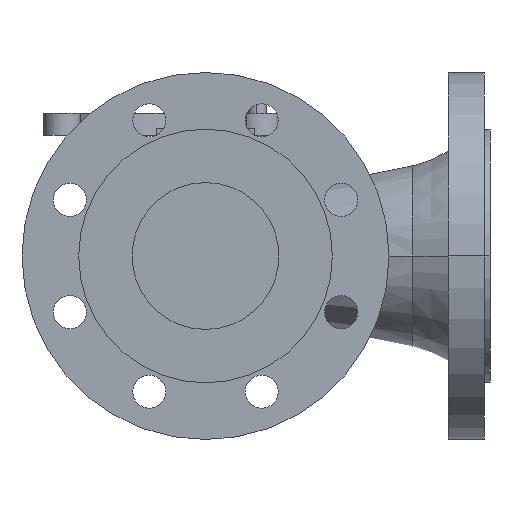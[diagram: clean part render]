
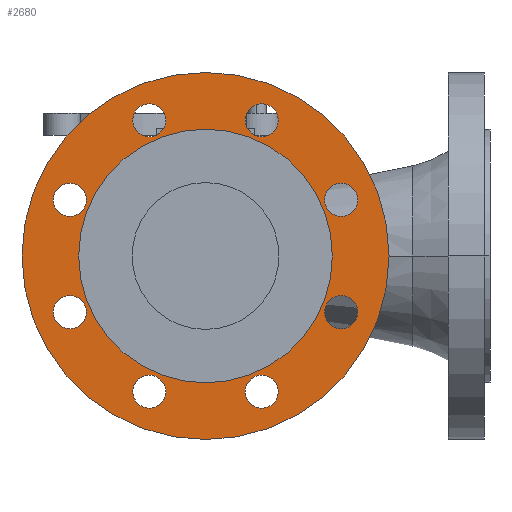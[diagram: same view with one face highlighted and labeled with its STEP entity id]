
A CAD part, front view. The second image highlights one B-rep face of the part: STEP entity #2680.
In plain terms, the highlighted planar face has unit normal (0, -1, 0).
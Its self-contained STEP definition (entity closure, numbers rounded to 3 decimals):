
#1130=CARTESIAN_POINT('',(-84.55,3.,0.));
#1140=DIRECTION('',(0.,-1.,-0.));
#1150=DIRECTION('',(-1.,0.,0.));
#1160=AXIS2_PLACEMENT_3D('',#1130,#1140,#1150);
#1170=PLANE('',#1160);
#1180=CARTESIAN_POINT('',(30.615,3.,-73.91));
#1190=DIRECTION('',(-0.,1.,0.));
#1200=DIRECTION('',(1.,0.,0.));
#1210=AXIS2_PLACEMENT_3D('',#1180,#1190,#1200);
#1220=CIRCLE('',#1210,9.);
#1230=CARTESIAN_POINT('',(21.615,3.,-73.91));
#1240=VERTEX_POINT('',#1230);
#1250=CARTESIAN_POINT('',(39.615,3.,-73.91));
#1260=VERTEX_POINT('',#1250);
#1270=EDGE_CURVE('',#1240,#1260,#1220,.T.);
#1280=ORIENTED_EDGE('',*,*,#1270,.T.);
#1290=EDGE_CURVE('',#1260,#1240,#1220,.T.);
#1300=ORIENTED_EDGE('',*,*,#1290,.T.);
#1310=EDGE_LOOP('',(#1300,#1280));
#1320=FACE_BOUND('',#1310,.T.);
#1330=CARTESIAN_POINT('',(-30.615,3.,-73.91));
#1340=DIRECTION('',(-0.,1.,0.));
#1350=DIRECTION('',(1.,0.,0.));
#1360=AXIS2_PLACEMENT_3D('',#1330,#1340,#1350);
#1370=CIRCLE('',#1360,9.);
#1380=CARTESIAN_POINT('',(-21.615,3.,-73.91));
#1390=VERTEX_POINT('',#1380);
#1400=CARTESIAN_POINT('',(-39.615,3.,-73.91));
#1410=VERTEX_POINT('',#1400);
#1420=EDGE_CURVE('',#1390,#1410,#1370,.T.);
#1430=ORIENTED_EDGE('',*,*,#1420,.T.);
#1440=EDGE_CURVE('',#1410,#1390,#1370,.T.);
#1450=ORIENTED_EDGE('',*,*,#1440,.T.);
#1460=EDGE_LOOP('',(#1450,#1430));
#1470=FACE_BOUND('',#1460,.T.);
#1480=CARTESIAN_POINT('',(-73.91,3.,-30.615));
#1490=DIRECTION('',(-0.,1.,0.));
#1500=DIRECTION('',(1.,0.,0.));
#1510=AXIS2_PLACEMENT_3D('',#1480,#1490,#1500);
#1520=CIRCLE('',#1510,9.);
#1530=CARTESIAN_POINT('',(-82.91,3.,-30.615));
#1540=VERTEX_POINT('',#1530);
#1550=CARTESIAN_POINT('',(-64.91,3.,-30.615));
#1560=VERTEX_POINT('',#1550);
#1570=EDGE_CURVE('',#1540,#1560,#1520,.T.);
#1580=ORIENTED_EDGE('',*,*,#1570,.T.);
#1590=EDGE_CURVE('',#1560,#1540,#1520,.T.);
#1600=ORIENTED_EDGE('',*,*,#1590,.T.);
#1610=EDGE_LOOP('',(#1600,#1580));
#1620=FACE_BOUND('',#1610,.T.);
#1630=CARTESIAN_POINT('',(-73.91,3.,30.615));
#1640=DIRECTION('',(-0.,1.,0.));
#1650=DIRECTION('',(1.,0.,0.));
#1660=AXIS2_PLACEMENT_3D('',#1630,#1640,#1650);
#1670=CIRCLE('',#1660,9.);
#1680=CARTESIAN_POINT('',(-64.91,3.,30.615));
#1690=VERTEX_POINT('',#1680);
#1700=CARTESIAN_POINT('',(-82.91,3.,30.615));
#1710=VERTEX_POINT('',#1700);
#1720=EDGE_CURVE('',#1690,#1710,#1670,.T.);
#1730=ORIENTED_EDGE('',*,*,#1720,.T.);
#1740=EDGE_CURVE('',#1710,#1690,#1670,.T.);
#1750=ORIENTED_EDGE('',*,*,#1740,.T.);
#1760=EDGE_LOOP('',(#1750,#1730));
#1770=FACE_BOUND('',#1760,.T.);
#1780=CARTESIAN_POINT('',(-30.615,3.,73.91));
#1790=DIRECTION('',(-0.,1.,0.));
#1800=DIRECTION('',(1.,0.,0.));
#1810=AXIS2_PLACEMENT_3D('',#1780,#1790,#1800);
#1820=CIRCLE('',#1810,9.);
#1830=CARTESIAN_POINT('',(-21.615,3.,73.91));
#1840=VERTEX_POINT('',#1830);
#1850=CARTESIAN_POINT('',(-39.615,3.,73.91));
#1860=VERTEX_POINT('',#1850);
#1870=EDGE_CURVE('',#1840,#1860,#1820,.T.);
#1880=ORIENTED_EDGE('',*,*,#1870,.T.);
#1890=EDGE_CURVE('',#1860,#1840,#1820,.T.);
#1900=ORIENTED_EDGE('',*,*,#1890,.T.);
#1910=EDGE_LOOP('',(#1900,#1880));
#1920=FACE_BOUND('',#1910,.T.);
#1930=CARTESIAN_POINT('',(30.615,3.,73.91));
#1940=DIRECTION('',(-0.,1.,0.));
#1950=DIRECTION('',(1.,0.,0.));
#1960=AXIS2_PLACEMENT_3D('',#1930,#1940,#1950);
#1970=CIRCLE('',#1960,9.);
#1980=CARTESIAN_POINT('',(39.615,3.,73.91));
#1990=VERTEX_POINT('',#1980);
#2000=CARTESIAN_POINT('',(21.615,3.,73.91));
#2010=VERTEX_POINT('',#2000);
#2020=EDGE_CURVE('',#1990,#2010,#1970,.T.);
#2030=ORIENTED_EDGE('',*,*,#2020,.T.);
#2040=EDGE_CURVE('',#2010,#1990,#1970,.T.);
#2050=ORIENTED_EDGE('',*,*,#2040,.T.);
#2060=EDGE_LOOP('',(#2050,#2030));
#2070=FACE_BOUND('',#2060,.T.);
#2080=CARTESIAN_POINT('',(73.91,3.,30.615));
#2090=DIRECTION('',(-0.,1.,0.));
#2100=DIRECTION('',(1.,0.,0.));
#2110=AXIS2_PLACEMENT_3D('',#2080,#2090,#2100);
#2120=CIRCLE('',#2110,9.);
#2130=CARTESIAN_POINT('',(64.91,3.,30.615));
#2140=VERTEX_POINT('',#2130);
#2150=CARTESIAN_POINT('',(82.91,3.,30.615));
#2160=VERTEX_POINT('',#2150);
#2170=EDGE_CURVE('',#2140,#2160,#2120,.T.);
#2180=ORIENTED_EDGE('',*,*,#2170,.T.);
#2190=EDGE_CURVE('',#2160,#2140,#2120,.T.);
#2200=ORIENTED_EDGE('',*,*,#2190,.T.);
#2210=EDGE_LOOP('',(#2200,#2180));
#2220=FACE_BOUND('',#2210,.T.);
#2230=CARTESIAN_POINT('',(73.91,3.,-30.615));
#2240=DIRECTION('',(-0.,1.,0.));
#2250=DIRECTION('',(1.,0.,0.));
#2260=AXIS2_PLACEMENT_3D('',#2230,#2240,#2250);
#2270=CIRCLE('',#2260,9.);
#2280=CARTESIAN_POINT('',(64.91,3.,-30.615));
#2290=VERTEX_POINT('',#2280);
#2300=CARTESIAN_POINT('',(82.91,3.,-30.615));
#2310=VERTEX_POINT('',#2300);
#2320=EDGE_CURVE('',#2290,#2310,#2270,.T.);
#2330=ORIENTED_EDGE('',*,*,#2320,.T.);
#2340=EDGE_CURVE('',#2310,#2290,#2270,.T.);
#2350=ORIENTED_EDGE('',*,*,#2340,.T.);
#2360=EDGE_LOOP('',(#2350,#2330));
#2370=FACE_BOUND('',#2360,.T.);
#2380=CARTESIAN_POINT('',(0.,3.,0.));
#2390=DIRECTION('',(0.,-1.,-0.));
#2400=DIRECTION('',(-1.,0.,0.));
#2410=AXIS2_PLACEMENT_3D('',#2380,#2390,#2400);
#2420=CIRCLE('',#2410,69.1);
#2430=CARTESIAN_POINT('',(69.1,3.,0.));
#2440=VERTEX_POINT('',#2430);
#2450=CARTESIAN_POINT('',(-69.1,3.,0.));
#2460=VERTEX_POINT('',#2450);
#2470=EDGE_CURVE('',#2440,#2460,#2420,.T.);
#2480=ORIENTED_EDGE('',*,*,#2470,.F.);
#2490=EDGE_CURVE('',#2460,#2440,#2420,.T.);
#2500=ORIENTED_EDGE('',*,*,#2490,.F.);
#2510=EDGE_LOOP('',(#2500,#2480));
#2520=FACE_BOUND('',#2510,.T.);
#2530=CARTESIAN_POINT('',(0.,3.,0.));
#2540=DIRECTION('',(0.,-1.,-0.));
#2550=DIRECTION('',(-1.,0.,0.));
#2560=AXIS2_PLACEMENT_3D('',#2530,#2540,#2550);
#2570=CIRCLE('',#2560,100.);
#2580=CARTESIAN_POINT('',(100.,3.,0.));
#2590=VERTEX_POINT('',#2580);
#2600=CARTESIAN_POINT('',(-100.,3.,0.));
#2610=VERTEX_POINT('',#2600);
#2620=EDGE_CURVE('',#2590,#2610,#2570,.T.);
#2630=ORIENTED_EDGE('',*,*,#2620,.T.);
#2640=EDGE_CURVE('',#2610,#2590,#2570,.T.);
#2650=ORIENTED_EDGE('',*,*,#2640,.T.);
#2660=EDGE_LOOP('',(#2650,#2630));
#2670=FACE_OUTER_BOUND('',#2660,.T.);
#2680=ADVANCED_FACE('',(#1320,#1470,#1620,#1770,#1920,#2070,#2220,#2370,
#2520,#2670),#1170,.T.);
